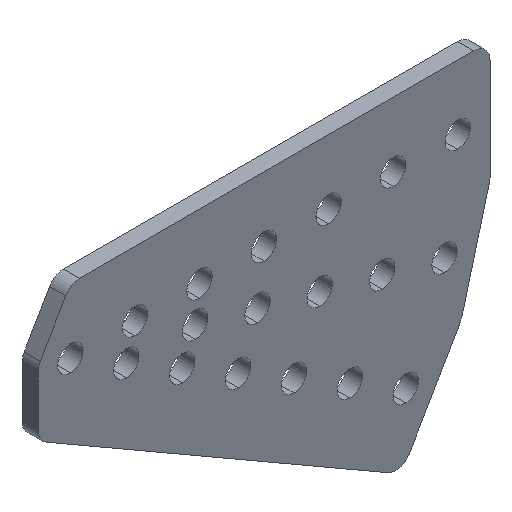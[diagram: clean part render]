
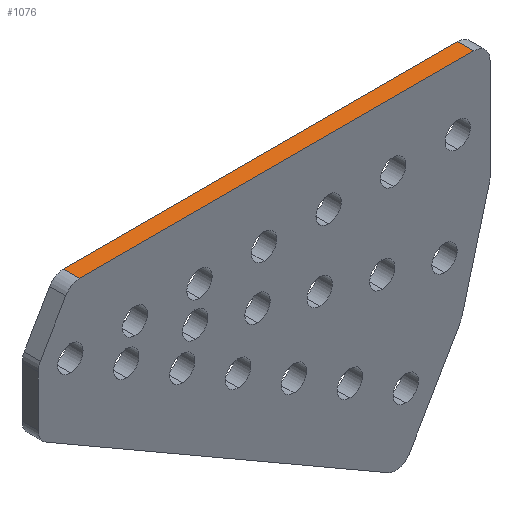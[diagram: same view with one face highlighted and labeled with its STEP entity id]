
A CAD part, isometric view. The second image highlights one B-rep face of the part: STEP entity #1076.
In plain terms, the highlighted planar face has unit normal (0, 0, 1).
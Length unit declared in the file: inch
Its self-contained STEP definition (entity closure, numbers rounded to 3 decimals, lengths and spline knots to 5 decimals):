
#35 = ORIENTED_EDGE ( 'NONE', *, *, #113, .T. ) ;
#110 = CARTESIAN_POINT ( 'NONE',  ( 0.07217, 0., 0.5 ) ) ;
#113 = EDGE_CURVE ( 'NONE', #1341, #1189, #512, .T. ) ;
#121 = LINE ( 'NONE', #563, #219 ) ;
#139 = FACE_OUTER_BOUND ( 'NONE', #888, .T. ) ;
#191 = PLANE ( 'NONE',  #801 ) ;
#217 = CARTESIAN_POINT ( 'NONE',  ( 0., 0., 0.5 ) ) ;
#219 = VECTOR ( 'NONE', #1011, 39.37008 ) ;
#227 = DIRECTION ( 'NONE',  ( 1., 0., 0. ) ) ;
#237 = VECTOR ( 'NONE', #1256, 39.37008 ) ;
#288 = DIRECTION ( 'NONE',  ( 0., 0., -1. ) ) ;
#323 = DIRECTION ( 'NONE',  ( -1., 0., 0. ) ) ;
#427 = EDGE_CURVE ( 'NONE', #947, #1189, #1679, .T. ) ;
#512 = LINE ( 'NONE', #649, #237 ) ;
#523 = CARTESIAN_POINT ( 'NONE',  ( 3.125, 0., 0.5 ) ) ;
#563 = CARTESIAN_POINT ( 'NONE',  ( 0.07217, 0.125, 0.5 ) ) ;
#624 = CARTESIAN_POINT ( 'NONE',  ( 0.07217, 0.125, 0.5 ) ) ;
#649 = CARTESIAN_POINT ( 'NONE',  ( 3.125, 0.125, 0.5 ) ) ;
#735 = VECTOR ( 'NONE', #227, 39.37008 ) ;
#801 = AXIS2_PLACEMENT_3D ( 'NONE', #929, #288, #323 ) ;
#888 = EDGE_LOOP ( 'NONE', ( #1227, #35, #1904, #1631 ) ) ;
#924 = CARTESIAN_POINT ( 'NONE',  ( 0., 0.125, 0.5 ) ) ;
#929 = CARTESIAN_POINT ( 'NONE',  ( 0., 0.125, 0.5 ) ) ;
#947 = VERTEX_POINT ( 'NONE', #624 ) ;
#954 = LINE ( 'NONE', #217, #735 ) ;
#1011 = DIRECTION ( 'NONE',  ( 0., -1., 0. ) ) ;
#1050 = DIRECTION ( 'NONE',  ( 1., 0., 0. ) ) ;
#1076 = ADVANCED_FACE ( 'NONE', ( #139 ), #191, .F. ) ;
#1115 = CARTESIAN_POINT ( 'NONE',  ( 3.125, 0.125, 0.5 ) ) ;
#1189 = VERTEX_POINT ( 'NONE', #1115 ) ;
#1227 = ORIENTED_EDGE ( 'NONE', *, *, #1573, .T. ) ;
#1256 = DIRECTION ( 'NONE',  ( 0., 1., 0. ) ) ;
#1341 = VERTEX_POINT ( 'NONE', #523 ) ;
#1489 = VERTEX_POINT ( 'NONE', #110 ) ;
#1573 = EDGE_CURVE ( 'NONE', #1489, #1341, #954, .T. ) ;
#1631 = ORIENTED_EDGE ( 'NONE', *, *, #1720, .T. ) ;
#1672 = VECTOR ( 'NONE', #1050, 39.37008 ) ;
#1679 = LINE ( 'NONE', #924, #1672 ) ;
#1720 = EDGE_CURVE ( 'NONE', #947, #1489, #121, .T. ) ;
#1904 = ORIENTED_EDGE ( 'NONE', *, *, #427, .F. ) ;
